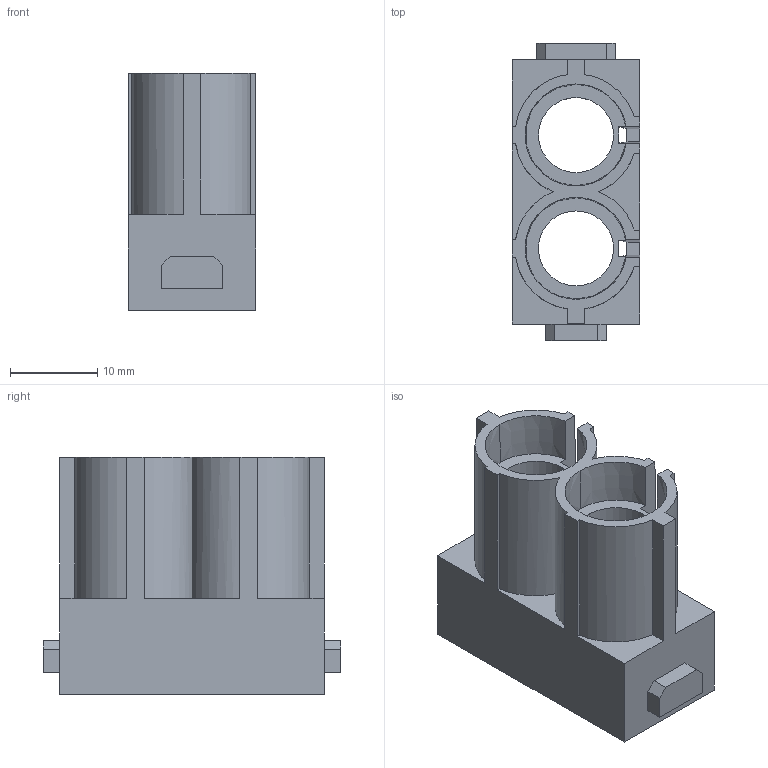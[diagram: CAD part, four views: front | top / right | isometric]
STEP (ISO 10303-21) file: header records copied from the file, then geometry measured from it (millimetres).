
FILE_DESCRIPTION(/* description */ ('Alibre Inc.'),/* implementation_level */ '2;1');
FILE_NAME(/* name */ 'export-31582C29-983E-4185-890E-008A121D2FB6',/* time_stamp */ '2022-10-08T15:25:41+02:00',/* author */ (''),/* organization */ (''),/* preprocessor_version */ 'ST-DEVELOPER v17',/* originating_system */ 'Alibre',/* authorisation */ '');
FILE_SCHEMA (('AUTOMOTIVE_DESIGN'));
Length unit declared in the file: millimetre
Products named in the file (1): HC_M_02_PN_M_F-select
Bounding box: 14.6 x 34.1 x 27.2 mm (x, y, z)
Volume: 3669.7 mm3; surface area: 5095 mm2
Topology: 1 solids, 1 shells, 80 faces, 234 edges, 156 vertices
Faces by surface type: plane 60, cylinder 12, cone 8
Entity records: 2649 total; most frequent: CARTESIAN_POINT 558, ORIENTED_EDGE 468, DIRECTION 350, EDGE_CURVE 234, VECTOR 186, LINE 186, VERTEX_POINT 156, AXIS2_PLACEMENT_3D 112
